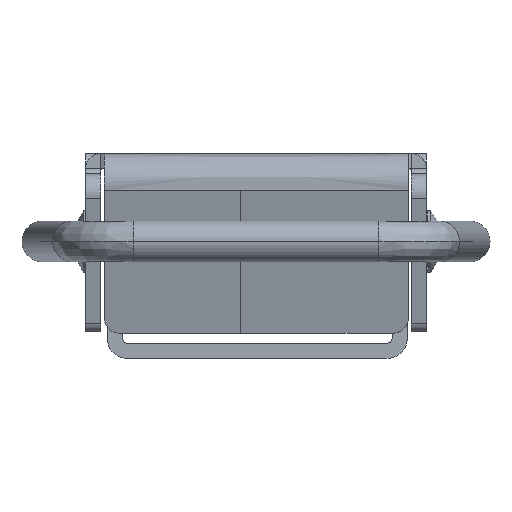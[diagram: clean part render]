
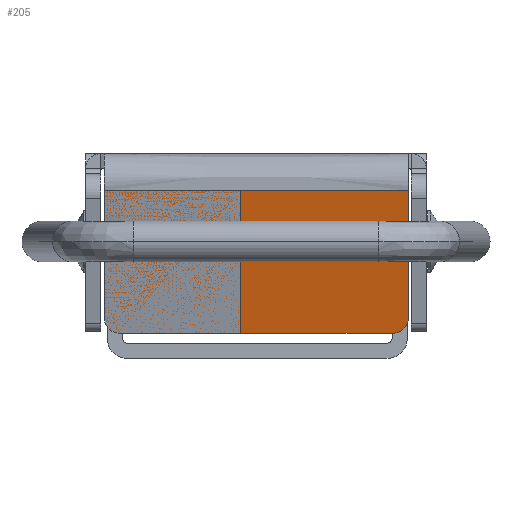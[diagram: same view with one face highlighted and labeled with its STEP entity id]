
A CAD part, left-side view. The second image highlights one B-rep face of the part: STEP entity #205.
In plain terms, the highlighted planar face has unit normal (-0.974, 0, -0.225).
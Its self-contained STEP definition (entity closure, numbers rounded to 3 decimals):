
#205=ADVANCED_FACE('',(#433),#3705,.T.);
#433=FACE_OUTER_BOUND('',#694,.T.);
#694=EDGE_LOOP('',(#1526,#1527,#1528,#1529,#1530,#1531,#1532,#1533));
#1526=ORIENTED_EDGE('',*,*,#2282,.F.);
#1527=ORIENTED_EDGE('',*,*,#2272,.F.);
#1528=ORIENTED_EDGE('',*,*,#2273,.T.);
#1529=ORIENTED_EDGE('',*,*,#2174,.F.);
#1530=ORIENTED_EDGE('',*,*,#2289,.F.);
#1531=ORIENTED_EDGE('',*,*,#2281,.T.);
#1532=ORIENTED_EDGE('',*,*,#2269,.T.);
#1533=ORIENTED_EDGE('',*,*,#2280,.F.);
#2174=EDGE_CURVE('',#3488,#3487,#3044,.T.);
#2269=EDGE_CURVE('',#3483,#3482,#3071,.T.);
#2272=EDGE_CURVE('',#3486,#3489,#2897,.T.);
#2273=EDGE_CURVE('',#3486,#3487,#2655,.T.);
#2280=EDGE_CURVE('',#3494,#3482,#2660,.T.);
#2281=EDGE_CURVE('',#3485,#3483,#2661,.T.);
#2282=EDGE_CURVE('',#3489,#3494,#2899,.T.);
#2289=EDGE_CURVE('',#3485,#3488,#2665,.T.);
#2655=B_SPLINE_CURVE_WITH_KNOTS('',1,(#6562,#6563),.UNSPECIFIED.,.F.,.F.,
(2,2),(-12.848,0.),.UNSPECIFIED.);
#2660=B_SPLINE_CURVE_WITH_KNOTS('',1,(#6579,#6580),.UNSPECIFIED.,.F.,.F.,
(2,2),(28.089,40.937),.UNSPECIFIED.);
#2661=B_SPLINE_CURVE_WITH_KNOTS('',1,(#6581,#6582),.UNSPECIFIED.,.F.,.F.,
(2,2),(17.856,21.399),.UNSPECIFIED.);
#2665=B_SPLINE_CURVE_WITH_KNOTS('',1,(#6605,#6606),.UNSPECIFIED.,.F.,.F.,
(2,2),(-11.92,0.),.UNSPECIFIED.);
#2897=(
BOUNDED_CURVE()
B_SPLINE_CURVE(1,(#6560,#6561),.UNSPECIFIED.,.F.,.F.)
B_SPLINE_CURVE_WITH_KNOTS((2,2),(0.,13.42),.UNSPECIFIED.)
CURVE()
GEOMETRIC_REPRESENTATION_ITEM()
RATIONAL_B_SPLINE_CURVE((1.,1.))
REPRESENTATION_ITEM('')
);
#2899=(
BOUNDED_CURVE()
B_SPLINE_CURVE(1,(#6583,#6584),.UNSPECIFIED.,.F.,.F.)
B_SPLINE_CURVE_WITH_KNOTS((2,2),(17.856,21.754),
 .UNSPECIFIED.)
CURVE()
GEOMETRIC_REPRESENTATION_ITEM()
RATIONAL_B_SPLINE_CURVE((1.,1.))
REPRESENTATION_ITEM('')
);
#3044=TRIMMED_CURVE($,#3205,(#6302),(#6303),.T.,.CARTESIAN.);
#3071=TRIMMED_CURVE($,#3232,(#6551),(#6552),.T.,.CARTESIAN.);
#3205=CIRCLE('',#4220,1.5);
#3232=CIRCLE('',#4247,1.5);
#3482=VERTEX_POINT('',#6022);
#3483=VERTEX_POINT('',#6023);
#3485=VERTEX_POINT('',#6025);
#3486=VERTEX_POINT('',#6026);
#3487=VERTEX_POINT('',#6027);
#3488=VERTEX_POINT('',#6028);
#3489=VERTEX_POINT('',#6029);
#3494=VERTEX_POINT('',#6034);
#3705=PLANE('',#4134);
#4134=AXIS2_PLACEMENT_3D('',#5651,#4581,$);
#4220=AXIS2_PLACEMENT_3D($,#6301,#4685,#4686);
#4247=AXIS2_PLACEMENT_3D($,#6550,#4739,#4740);
#4581=DIRECTION('',(-0.974,0.,-0.225));
#4685=DIRECTION('',(0.974,0.,0.225));
#4686=DIRECTION('',(0.225,0.,-0.974));
#4739=DIRECTION('',(-0.974,0.,-0.225));
#4740=DIRECTION('',(0.225,0.,-0.974));
#5651=CARTESIAN_POINT('',(-26.782,137.337,-57.207));
#6022=CARTESIAN_POINT('',(-23.892,45.364,-69.726));
#6023=CARTESIAN_POINT('',(-23.555,46.864,-71.188));
#6025=CARTESIAN_POINT('',(-23.555,61.844,-71.188));
#6026=CARTESIAN_POINT('',(-26.782,75.264,-57.207));
#6027=CARTESIAN_POINT('',(-23.892,75.264,-69.726));
#6028=CARTESIAN_POINT('',(-23.555,73.764,-71.188));
#6029=CARTESIAN_POINT('',(-26.782,61.844,-57.207));
#6034=CARTESIAN_POINT('',(-26.782,45.364,-57.207));
#6301=CARTESIAN_POINT('',(-23.892,73.764,-69.726));
#6302=CARTESIAN_POINT('',(-23.555,73.764,-71.188));
#6303=CARTESIAN_POINT('',(-23.892,75.264,-69.726));
#6550=CARTESIAN_POINT('',(-23.892,46.864,-69.726));
#6551=CARTESIAN_POINT('',(-23.555,46.864,-71.188));
#6552=CARTESIAN_POINT('',(-23.892,45.364,-69.726));
#6560=CARTESIAN_POINT('',(-26.782,75.264,-57.207));
#6561=CARTESIAN_POINT('',(-26.782,61.844,-57.207));
#6562=CARTESIAN_POINT('',(-26.782,75.264,-57.207));
#6563=CARTESIAN_POINT('',(-23.892,75.264,-69.726));
#6579=CARTESIAN_POINT('',(-26.782,45.364,-57.207));
#6580=CARTESIAN_POINT('',(-23.892,45.364,-69.726));
#6581=CARTESIAN_POINT('',(-23.555,61.844,-71.188));
#6582=CARTESIAN_POINT('',(-23.555,46.864,-71.188));
#6583=CARTESIAN_POINT('',(-26.782,61.844,-57.207));
#6584=CARTESIAN_POINT('',(-26.782,45.364,-57.207));
#6605=CARTESIAN_POINT('',(-23.555,61.844,-71.188));
#6606=CARTESIAN_POINT('',(-23.555,73.764,-71.188));
